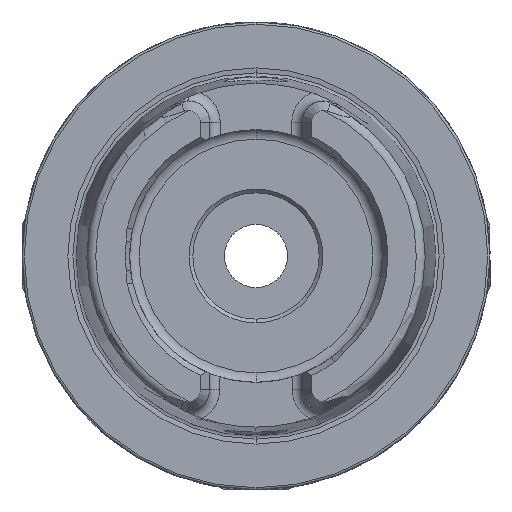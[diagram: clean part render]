
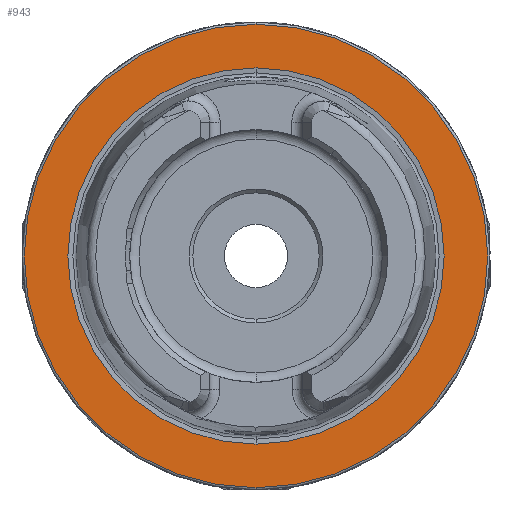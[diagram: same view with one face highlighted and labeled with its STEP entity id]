
A CAD part, left-side view. The second image highlights one B-rep face of the part: STEP entity #943.
In plain terms, the highlighted planar face has unit normal (-1, 0, 0).
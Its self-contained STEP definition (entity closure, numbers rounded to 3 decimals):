
#119 = PLANE ( 'NONE',  #2900 ) ;
#501 = CARTESIAN_POINT ( 'NONE',  ( 0., 0., -25.324 ) ) ;
#638 = DIRECTION ( 'NONE',  ( 0., 0., 1. ) ) ;
#943 = ADVANCED_FACE ( 'NONE', ( #7925, #8905 ), #119, .F. ) ;
#1077 = VERTEX_POINT ( 'NONE', #5629 ) ;
#1484 = CARTESIAN_POINT ( 'NONE',  ( 0., 0., 0. ) ) ;
#1540 = EDGE_LOOP ( 'NONE', ( #9467, #8546 ) ) ;
#1556 = AXIS2_PLACEMENT_3D ( 'NONE', #7158, #1725, #5632 ) ;
#1629 = CIRCLE ( 'NONE', #2161, 31.2 ) ;
#1725 = DIRECTION ( 'NONE',  ( -1., 0., 0. ) ) ;
#2010 = AXIS2_PLACEMENT_3D ( 'NONE', #1484, #4592, #5370 ) ;
#2161 = AXIS2_PLACEMENT_3D ( 'NONE', #2961, #9213, #638 ) ;
#2503 = VERTEX_POINT ( 'NONE', #8656 ) ;
#2686 = EDGE_LOOP ( 'NONE', ( #9914, #7596 ) ) ;
#2856 = CARTESIAN_POINT ( 'NONE',  ( 0., 0., 0. ) ) ;
#2900 = AXIS2_PLACEMENT_3D ( 'NONE', #3202, #6244, #9258 ) ;
#2939 = EDGE_CURVE ( 'NONE', #1077, #3551, #4669, .T. ) ;
#2961 = CARTESIAN_POINT ( 'NONE',  ( 0., 0., 0. ) ) ;
#3202 = CARTESIAN_POINT ( 'NONE',  ( 0., 31.2, 0. ) ) ;
#3551 = VERTEX_POINT ( 'NONE', #7375 ) ;
#3585 = DIRECTION ( 'NONE',  ( 0., 0., 1. ) ) ;
#3841 = EDGE_CURVE ( 'NONE', #2503, #4681, #4532, .T. ) ;
#4532 = CIRCLE ( 'NONE', #7182, 25.324 ) ;
#4592 = DIRECTION ( 'NONE',  ( -1., 0., 0. ) ) ;
#4669 = CIRCLE ( 'NONE', #1556, 31.2 ) ;
#4681 = VERTEX_POINT ( 'NONE', #501 ) ;
#4735 = EDGE_CURVE ( 'NONE', #3551, #1077, #1629, .T. ) ;
#5370 = DIRECTION ( 'NONE',  ( 0., 0., 1. ) ) ;
#5629 = CARTESIAN_POINT ( 'NONE',  ( 0., 0., 31.2 ) ) ;
#5632 = DIRECTION ( 'NONE',  ( 0., 0., 1. ) ) ;
#6244 = DIRECTION ( 'NONE',  ( 1., 0., 0. ) ) ;
#7158 = CARTESIAN_POINT ( 'NONE',  ( 0., 0., 0. ) ) ;
#7182 = AXIS2_PLACEMENT_3D ( 'NONE', #2856, #7499, #3585 ) ;
#7375 = CARTESIAN_POINT ( 'NONE',  ( 0., 0., -31.2 ) ) ;
#7499 = DIRECTION ( 'NONE',  ( -1., 0., 0. ) ) ;
#7596 = ORIENTED_EDGE ( 'NONE', *, *, #4735, .T. ) ;
#7925 = FACE_BOUND ( 'NONE', #1540, .T. ) ;
#8546 = ORIENTED_EDGE ( 'NONE', *, *, #9778, .F. ) ;
#8656 = CARTESIAN_POINT ( 'NONE',  ( 0., 0., 25.324 ) ) ;
#8814 = CIRCLE ( 'NONE', #2010, 25.324 ) ;
#8905 = FACE_OUTER_BOUND ( 'NONE', #2686, .T. ) ;
#9213 = DIRECTION ( 'NONE',  ( -1., 0., 0. ) ) ;
#9258 = DIRECTION ( 'NONE',  ( 0., 0., -1. ) ) ;
#9467 = ORIENTED_EDGE ( 'NONE', *, *, #3841, .F. ) ;
#9778 = EDGE_CURVE ( 'NONE', #4681, #2503, #8814, .T. ) ;
#9914 = ORIENTED_EDGE ( 'NONE', *, *, #2939, .T. ) ;
